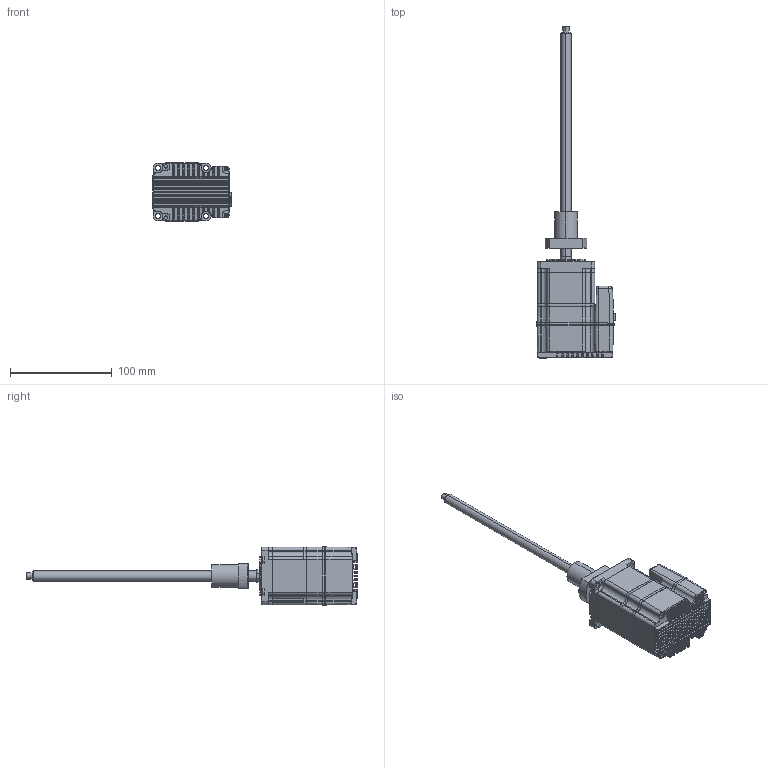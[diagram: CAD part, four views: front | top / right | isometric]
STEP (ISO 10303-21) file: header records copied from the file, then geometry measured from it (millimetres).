
FILE_DESCRIPTION (( 'STEP AP203' ), '1' );
FILE_NAME ('TSM23Q-2RG-B1010-225-FF1-S.STEP', '2021-08-02T09:00:27', ( '' ), ( '' ), 'SwSTEP 2.0', 'SolidWorks 2014', '' );
FILE_SCHEMA (( 'CONFIG_CONTROL_DESIGN' ));
Length unit declared in the file: millimetre
Products named in the file (1): TSM23Q-2RG-B1010-225-FF1-S
Bounding box: 76.76 x 326.15 x 57.09 mm (x, y, z)
Surface area: 59913.9 mm2 (no closed solid volume)
Topology: 0 solids, 28 shells, 915 faces, 3190 edges, 2259 vertices
Faces by surface type: plane 400, cylinder 284, bspline 167, cone 54, sphere 10
Entity records: 40832 total; most frequent: CARTESIAN_POINT 14758, ORIENTED_EDGE 5330, DIRECTION 4945, EDGE_CURVE 3184, VERTEX_POINT 2255, LINE 1651, VECTOR 1651, AXIS2_PLACEMENT_3D 1647
